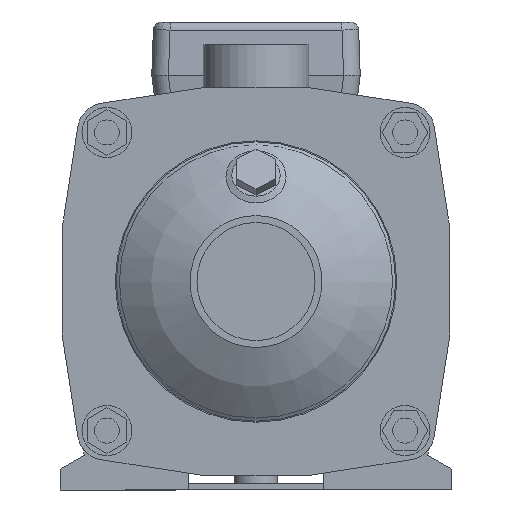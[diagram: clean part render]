
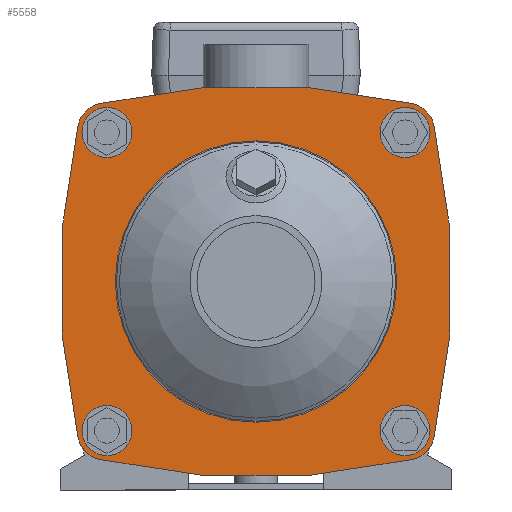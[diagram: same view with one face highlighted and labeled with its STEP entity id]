
A CAD part, left-side view. The second image highlights one B-rep face of the part: STEP entity #5558.
In plain terms, the highlighted face is planar.
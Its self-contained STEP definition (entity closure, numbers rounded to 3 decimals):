
#402=PLANE('',#7104);
#2404=ORIENTED_EDGE('',*,*,#3232,.T.);
#2405=ORIENTED_EDGE('',*,*,#3233,.T.);
#2406=ORIENTED_EDGE('',*,*,#3234,.T.);
#2407=ORIENTED_EDGE('',*,*,#3235,.T.);
#2408=ORIENTED_EDGE('',*,*,#3236,.T.);
#2409=ORIENTED_EDGE('',*,*,#3230,.T.);
#2410=ORIENTED_EDGE('',*,*,#3237,.T.);
#2411=ORIENTED_EDGE('',*,*,#3220,.T.);
#2412=ORIENTED_EDGE('',*,*,#3238,.T.);
#2413=ORIENTED_EDGE('',*,*,#3224,.T.);
#2414=ORIENTED_EDGE('',*,*,#3239,.T.);
#2415=ORIENTED_EDGE('',*,*,#3227,.T.);
#2416=ORIENTED_EDGE('',*,*,#3240,.T.);
#3220=EDGE_CURVE('',#3756,#3757,#4059,.T.);
#3224=EDGE_CURVE('',#3759,#3758,#4060,.T.);
#3227=EDGE_CURVE('',#3761,#3760,#4061,.T.);
#3230=EDGE_CURVE('',#3763,#3762,#4062,.T.);
#3232=EDGE_CURVE('',#3764,#3764,#4063,.F.);
#3233=EDGE_CURVE('',#3765,#3765,#4064,.F.);
#3234=EDGE_CURVE('',#3766,#3766,#4065,.F.);
#3235=EDGE_CURVE('',#3767,#3767,#4066,.F.);
#3236=EDGE_CURVE('',#3768,#3768,#4067,.F.);
#3237=EDGE_CURVE('',#3762,#3756,#4068,.T.);
#3238=EDGE_CURVE('',#3757,#3759,#4069,.T.);
#3239=EDGE_CURVE('',#3758,#3761,#4070,.T.);
#3240=EDGE_CURVE('',#3760,#3763,#4071,.T.);
#3756=VERTEX_POINT('',#13177);
#3757=VERTEX_POINT('',#13178);
#3758=VERTEX_POINT('',#13183);
#3759=VERTEX_POINT('',#13185);
#3760=VERTEX_POINT('',#13189);
#3761=VERTEX_POINT('',#13191);
#3762=VERTEX_POINT('',#13195);
#3763=VERTEX_POINT('',#13197);
#3764=VERTEX_POINT('',#13201);
#3765=VERTEX_POINT('',#13203);
#3766=VERTEX_POINT('',#13205);
#3767=VERTEX_POINT('',#13207);
#3768=VERTEX_POINT('',#13209);
#4059=CIRCLE('',#7097,330.);
#4060=CIRCLE('',#7099,330.);
#4061=CIRCLE('',#7101,330.);
#4062=CIRCLE('',#7103,330.);
#4063=CIRCLE('',#7105,67.5);
#4064=CIRCLE('',#7106,6.);
#4065=CIRCLE('',#7107,6.);
#4066=CIRCLE('',#7108,6.);
#4067=CIRCLE('',#7109,6.);
#4068=CIRCLE('',#7110,14.);
#4069=CIRCLE('',#7111,14.);
#4070=CIRCLE('',#7112,14.);
#4071=CIRCLE('',#7113,14.);
#4502=EDGE_LOOP('',(#2404));
#4503=EDGE_LOOP('',(#2405));
#4504=EDGE_LOOP('',(#2406));
#4505=EDGE_LOOP('',(#2407));
#4506=EDGE_LOOP('',(#2408));
#4507=EDGE_LOOP('',(#2409,#2410,#2411,#2412,#2413,#2414,#2415,#2416));
#5012=FACE_BOUND('',#4502,.T.);
#5013=FACE_BOUND('',#4503,.T.);
#5014=FACE_BOUND('',#4504,.T.);
#5015=FACE_BOUND('',#4505,.T.);
#5016=FACE_BOUND('',#4506,.T.);
#5017=FACE_BOUND('',#4507,.T.);
#5558=ADVANCED_FACE('',(#5012,#5013,#5014,#5015,#5016,#5017),#402,.T.);
#7097=AXIS2_PLACEMENT_3D('',#13176,#8633,#8634);
#7099=AXIS2_PLACEMENT_3D('',#13184,#8640,#8641);
#7101=AXIS2_PLACEMENT_3D('',#13190,#8646,#8647);
#7103=AXIS2_PLACEMENT_3D('',#13196,#8652,#8653);
#7104=AXIS2_PLACEMENT_3D('',#13199,#8655,#8656);
#7105=AXIS2_PLACEMENT_3D('',#13200,#8657,#8658);
#7106=AXIS2_PLACEMENT_3D('',#13202,#8659,#8660);
#7107=AXIS2_PLACEMENT_3D('',#13204,#8661,#8662);
#7108=AXIS2_PLACEMENT_3D('',#13206,#8663,#8664);
#7109=AXIS2_PLACEMENT_3D('',#13208,#8665,#8666);
#7110=AXIS2_PLACEMENT_3D('',#13210,#8667,#8668);
#7111=AXIS2_PLACEMENT_3D('',#13211,#8669,#8670);
#7112=AXIS2_PLACEMENT_3D('',#13212,#8671,#8672);
#7113=AXIS2_PLACEMENT_3D('',#13213,#8673,#8674);
#8633=DIRECTION('',(1.,0.,0.));
#8634=DIRECTION('',(0.,1.,0.));
#8640=DIRECTION('',(1.,0.,0.));
#8641=DIRECTION('',(0.,1.,0.));
#8646=DIRECTION('',(1.,0.,0.));
#8647=DIRECTION('',(0.,1.,0.));
#8652=DIRECTION('',(1.,0.,0.));
#8653=DIRECTION('',(0.,-1.,0.));
#8655=DIRECTION('',(1.,0.,0.));
#8656=DIRECTION('',(0.,1.,0.));
#8657=DIRECTION('',(1.,0.,0.));
#8658=DIRECTION('',(0.,1.,0.));
#8659=DIRECTION('',(1.,0.,0.));
#8660=DIRECTION('',(0.,1.,0.));
#8661=DIRECTION('',(1.,0.,0.));
#8662=DIRECTION('',(0.,1.,0.));
#8663=DIRECTION('',(1.,0.,0.));
#8664=DIRECTION('',(0.,1.,0.));
#8665=DIRECTION('',(1.,0.,0.));
#8666=DIRECTION('',(0.,1.,0.));
#8667=DIRECTION('',(1.,0.,0.));
#8668=DIRECTION('',(0.,1.,0.));
#8669=DIRECTION('',(1.,0.,0.));
#8670=DIRECTION('',(0.,1.,0.));
#8671=DIRECTION('',(1.,0.,0.));
#8672=DIRECTION('',(0.,1.,0.));
#8673=DIRECTION('',(1.,0.,0.));
#8674=DIRECTION('',(0.,1.,0.));
#13176=CARTESIAN_POINT('',(15.,0.,-236.));
#13177=CARTESIAN_POINT('',(15.,74.926,85.382));
#13178=CARTESIAN_POINT('',(15.,-74.926,85.382));
#13183=CARTESIAN_POINT('',(15.,-85.382,-74.926));
#13184=CARTESIAN_POINT('',(15.,236.,0.));
#13185=CARTESIAN_POINT('',(15.,-85.382,74.926));
#13189=CARTESIAN_POINT('',(15.,74.926,-85.382));
#13190=CARTESIAN_POINT('',(15.,0.,236.));
#13191=CARTESIAN_POINT('',(15.,-74.926,-85.382));
#13195=CARTESIAN_POINT('',(15.,85.382,74.926));
#13196=CARTESIAN_POINT('',(15.,-236.,0.));
#13197=CARTESIAN_POINT('',(15.,85.382,-74.926));
#13199=CARTESIAN_POINT('',(15.,118.,-118.));
#13200=CARTESIAN_POINT('',(15.,0.,0.));
#13201=CARTESIAN_POINT('',(15.,67.5,0.));
#13202=CARTESIAN_POINT('',(15.,71.5,-71.5));
#13203=CARTESIAN_POINT('',(15.,77.5,-71.5));
#13204=CARTESIAN_POINT('',(15.,-71.5,-71.5));
#13205=CARTESIAN_POINT('',(15.,-65.5,-71.5));
#13206=CARTESIAN_POINT('',(15.,-71.5,71.5));
#13207=CARTESIAN_POINT('',(15.,-65.5,71.5));
#13208=CARTESIAN_POINT('',(15.,71.5,71.5));
#13209=CARTESIAN_POINT('',(15.,77.5,71.5));
#13210=CARTESIAN_POINT('',(15.,71.747,71.747));
#13211=CARTESIAN_POINT('',(15.,-71.747,71.747));
#13212=CARTESIAN_POINT('',(15.,-71.747,-71.747));
#13213=CARTESIAN_POINT('',(15.,71.747,-71.747));
